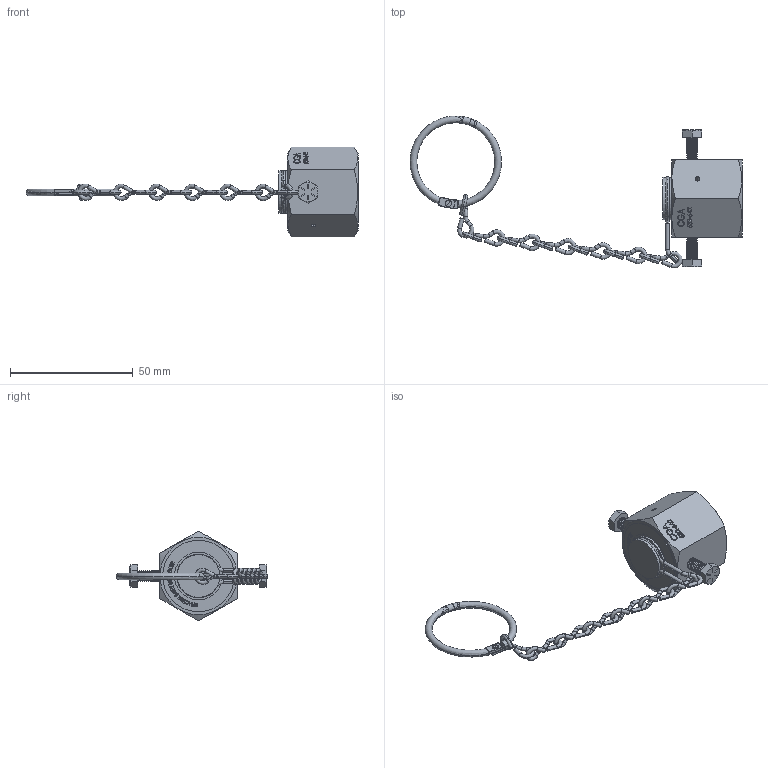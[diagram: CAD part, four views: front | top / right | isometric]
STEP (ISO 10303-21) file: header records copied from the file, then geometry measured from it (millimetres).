
FILE_DESCRIPTION (( 'STEP AP203' ), '1' );
FILE_NAME ('CAP-GT63SS-AR.STEP', '2025-08-21T19:14:39', ( '' ), ( '' ), 'SwSTEP 2.0', 'SolidWorks 2018', '' );
FILE_SCHEMA (( 'CONFIG_CONTROL_DESIGN' ));
Length unit declared in the file: inch
Products named in the file (14): PRT-002239_STAINLESS; PRT-003995_92620A416; PRT-002255_SMALL PIN; ASY-000691; PRT-004049; ASY-000211_One Link Bent; PRT-003606; CAP-GT63SS-AR; ASY-000905; PRT-000988; ASY-000709; PRT-000403; PRT-002245_RING-1.187D HALF; PRT-001180
Assembly tree (21 placements, depth 3):
  CAP-GT63SS-AR
    ASY-000905
      PRT-000988
      PRT-003995_92620A416  x2
      PRT-004049
    ASY-000691
      PRT-003606
      PRT-000403
    ASY-000211_One Link Bent
      PRT-002239_STAINLESS  x7
    ASY-000709
      PRT-002245_RING-1.187D HALF  x2
      PRT-002255_SMALL PIN
    PRT-001180
Bounding box: 135.46 x 62.02 x 36.66 mm (x, y, z)
Volume: 21748.1 mm3; surface area: 15070.4 mm2
Topology: 17 solids, 17 shells, 1125 faces, 3033 edges, 2000 vertices
Faces by surface type: plane 536, cylinder 268, bspline 197, torus 78, cone 30, sphere 16
Entity records: 44882 total; most frequent: CARTESIAN_POINT 22256, ORIENTED_EDGE 4840, DIRECTION 3539, EDGE_CURVE 2420, VERTEX_POINT 1632, LINE 1417, VECTOR 1417, AXIS2_PLACEMENT_3D 1061
